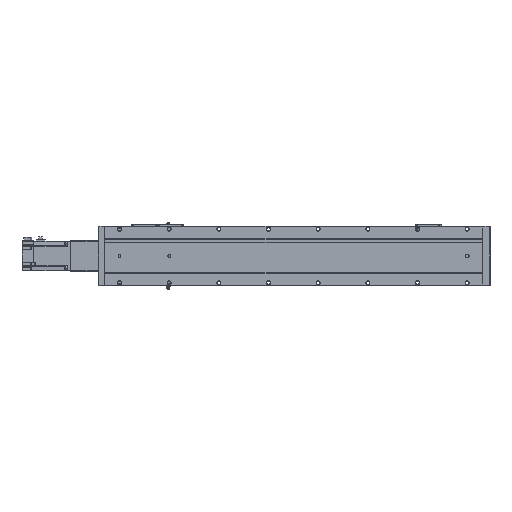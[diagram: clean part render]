
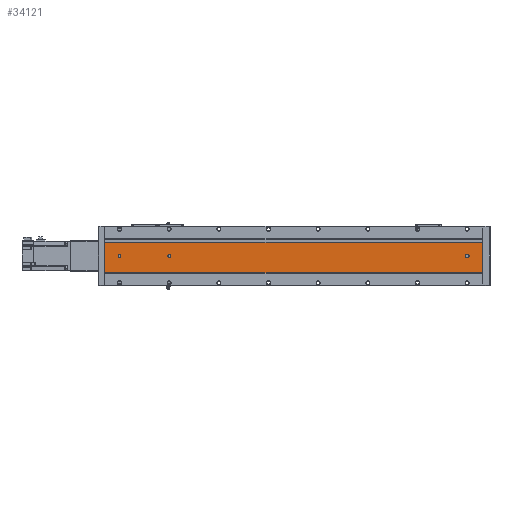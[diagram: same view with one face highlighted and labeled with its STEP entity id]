
A CAD part, front view. The second image highlights one B-rep face of the part: STEP entity #34121.
In plain terms, the highlighted planar face has unit normal (0, -1, 0).
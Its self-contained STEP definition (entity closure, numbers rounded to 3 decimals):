
#748 = CARTESIAN_POINT ( 'NONE',  ( 729., 1., -3. ) ) ;
#1398 = EDGE_CURVE ( 'NONE', #20738, #40253, #11969, .T. ) ;
#2135 = CARTESIAN_POINT ( 'NONE',  ( 761., 1., 26.542 ) ) ;
#2717 = DIRECTION ( 'NONE',  ( 1., 0., 0. ) ) ;
#3004 = ORIENTED_EDGE ( 'NONE', *, *, #11495, .F. ) ;
#3144 = DIRECTION ( 'NONE',  ( 0., 0., 1. ) ) ;
#3522 = ORIENTED_EDGE ( 'NONE', *, *, #11258, .T. ) ;
#3569 = EDGE_CURVE ( 'NONE', #11671, #19909, #17426, .T. ) ;
#4355 = DIRECTION ( 'NONE',  ( 0., 0., 1. ) ) ;
#4390 = CARTESIAN_POINT ( 'NONE',  ( 761., 1., 26.542 ) ) ;
#4920 = CIRCLE ( 'NONE', #34282, 3. ) ;
#5282 = CIRCLE ( 'NONE', #17460, 3. ) ;
#5769 = CARTESIAN_POINT ( 'NONE',  ( 0., 1., 26.542 ) ) ;
#6308 = FACE_BOUND ( 'NONE', #9660, .T. ) ;
#6493 = VECTOR ( 'NONE', #38052, 1000. ) ;
#6927 = ORIENTED_EDGE ( 'NONE', *, *, #7316, .T. ) ;
#7316 = EDGE_CURVE ( 'NONE', #7490, #35706, #8512, .T. ) ;
#7490 = VERTEX_POINT ( 'NONE', #41671 ) ;
#8186 = CIRCLE ( 'NONE', #28267, 3. ) ;
#8512 = LINE ( 'NONE', #5769, #23167 ) ;
#8936 = DIRECTION ( 'NONE',  ( 0., -1., 0. ) ) ;
#9298 = DIRECTION ( 'NONE',  ( -1., 0., 0. ) ) ;
#9457 = FACE_BOUND ( 'NONE', #34867, .T. ) ;
#9660 = EDGE_LOOP ( 'NONE', ( #34041, #25675 ) ) ;
#9692 = FACE_BOUND ( 'NONE', #12774, .T. ) ;
#9705 = EDGE_LOOP ( 'NONE', ( #6927, #37280, #21380, #3522 ) ) ;
#10699 = CARTESIAN_POINT ( 'NONE',  ( 731., 1., 3. ) ) ;
#11092 = VERTEX_POINT ( 'NONE', #35381 ) ;
#11120 = DIRECTION ( 'NONE',  ( 0., -1., 0. ) ) ;
#11258 = EDGE_CURVE ( 'NONE', #11671, #7490, #22154, .T. ) ;
#11469 = VERTEX_POINT ( 'NONE', #748 ) ;
#11495 = EDGE_CURVE ( 'NONE', #11092, #11469, #5282, .T. ) ;
#11519 = CARTESIAN_POINT ( 'NONE',  ( 130., 1., 0. ) ) ;
#11671 = VERTEX_POINT ( 'NONE', #28730 ) ;
#11969 = CIRCLE ( 'NONE', #37021, 3. ) ;
#12179 = CARTESIAN_POINT ( 'NONE',  ( 761., 1., -34. ) ) ;
#12398 = FACE_OUTER_BOUND ( 'NONE', #9705, .T. ) ;
#12473 = VECTOR ( 'NONE', #29526, 1000. ) ;
#12774 = EDGE_LOOP ( 'NONE', ( #27379, #3004, #41244, #15553 ) ) ;
#12946 = CARTESIAN_POINT ( 'NONE',  ( 130., 1., -3. ) ) ;
#13241 = VECTOR ( 'NONE', #13267, 1000. ) ;
#13267 = DIRECTION ( 'NONE',  ( 1., 0., 0. ) ) ;
#13363 = ORIENTED_EDGE ( 'NONE', *, *, #27771, .F. ) ;
#13497 = LINE ( 'NONE', #44012, #13241 ) ;
#13536 = VERTEX_POINT ( 'NONE', #10699 ) ;
#13647 = CARTESIAN_POINT ( 'NONE',  ( 30., 1., 0. ) ) ;
#14633 = VECTOR ( 'NONE', #27606, 1000. ) ;
#15468 = DIRECTION ( 'NONE',  ( 0., 0., 1. ) ) ;
#15553 = ORIENTED_EDGE ( 'NONE', *, *, #16134, .F. ) ;
#15882 = VERTEX_POINT ( 'NONE', #37012 ) ;
#15886 = DIRECTION ( 'NONE',  ( 0., -1., 0. ) ) ;
#16134 = EDGE_CURVE ( 'NONE', #15882, #13536, #4920, .T. ) ;
#17165 = ORIENTED_EDGE ( 'NONE', *, *, #23911, .F. ) ;
#17293 = CARTESIAN_POINT ( 'NONE',  ( 30., 1., 0. ) ) ;
#17426 = LINE ( 'NONE', #4390, #6493 ) ;
#17460 = AXIS2_PLACEMENT_3D ( 'NONE', #21438, #20977, #31302 ) ;
#17862 = CARTESIAN_POINT ( 'NONE',  ( 30., 1., 3. ) ) ;
#18581 = VERTEX_POINT ( 'NONE', #38643 ) ;
#19031 = CARTESIAN_POINT ( 'NONE',  ( 130., 1., 0. ) ) ;
#19341 = CARTESIAN_POINT ( 'NONE',  ( 761., 1., 26.542 ) ) ;
#19463 = DIRECTION ( 'NONE',  ( 0., 0., -1. ) ) ;
#19782 = PLANE ( 'NONE',  #37694 ) ;
#19909 = VERTEX_POINT ( 'NONE', #12179 ) ;
#20738 = VERTEX_POINT ( 'NONE', #17862 ) ;
#20977 = DIRECTION ( 'NONE',  ( 0., -1., 0. ) ) ;
#21380 = ORIENTED_EDGE ( 'NONE', *, *, #3569, .F. ) ;
#21394 = DIRECTION ( 'NONE',  ( 0., -1., 0. ) ) ;
#21438 = CARTESIAN_POINT ( 'NONE',  ( 729., 1., 0. ) ) ;
#22154 = LINE ( 'NONE', #2135, #12473 ) ;
#23167 = VECTOR ( 'NONE', #19463, 1000. ) ;
#23911 = EDGE_CURVE ( 'NONE', #43776, #18581, #42691, .T. ) ;
#24209 = VECTOR ( 'NONE', #9298, 1000. ) ;
#25675 = ORIENTED_EDGE ( 'NONE', *, *, #1398, .F. ) ;
#26578 = LINE ( 'NONE', #26802, #24209 ) ;
#26802 = CARTESIAN_POINT ( 'NONE',  ( 761., 1., 3. ) ) ;
#27379 = ORIENTED_EDGE ( 'NONE', *, *, #31252, .F. ) ;
#27606 = DIRECTION ( 'NONE',  ( -1., 0., 0. ) ) ;
#27626 = DIRECTION ( 'NONE',  ( 0., -1., 0. ) ) ;
#27771 = EDGE_CURVE ( 'NONE', #18581, #43776, #41757, .T. ) ;
#28267 = AXIS2_PLACEMENT_3D ( 'NONE', #13647, #11120, #4355 ) ;
#28697 = DIRECTION ( 'NONE',  ( 0., 0., 1. ) ) ;
#28730 = CARTESIAN_POINT ( 'NONE',  ( 761., 1., 26.542 ) ) ;
#29062 = AXIS2_PLACEMENT_3D ( 'NONE', #11519, #21394, #35514 ) ;
#29256 = CARTESIAN_POINT ( 'NONE',  ( 0., 1., -34. ) ) ;
#29526 = DIRECTION ( 'NONE',  ( -1., 0., 0. ) ) ;
#30669 = EDGE_CURVE ( 'NONE', #40253, #20738, #8186, .T. ) ;
#31252 = EDGE_CURVE ( 'NONE', #11469, #15882, #13497, .T. ) ;
#31302 = DIRECTION ( 'NONE',  ( 0., 0., 1. ) ) ;
#33470 = DIRECTION ( 'NONE',  ( 0., 1., 0. ) ) ;
#33741 = EDGE_CURVE ( 'NONE', #13536, #11092, #26578, .T. ) ;
#33870 = CARTESIAN_POINT ( 'NONE',  ( 761., 1., -34. ) ) ;
#34041 = ORIENTED_EDGE ( 'NONE', *, *, #30669, .F. ) ;
#34121 = ADVANCED_FACE ( 'NONE', ( #12398, #6308, #9457, #9692 ), #19782, .F. ) ;
#34282 = AXIS2_PLACEMENT_3D ( 'NONE', #42622, #8936, #28697 ) ;
#34559 = AXIS2_PLACEMENT_3D ( 'NONE', #19031, #15886, #15468 ) ;
#34867 = EDGE_LOOP ( 'NONE', ( #17165, #13363 ) ) ;
#35381 = CARTESIAN_POINT ( 'NONE',  ( 729., 1., 3. ) ) ;
#35514 = DIRECTION ( 'NONE',  ( 0., 0., 1. ) ) ;
#35706 = VERTEX_POINT ( 'NONE', #29256 ) ;
#37012 = CARTESIAN_POINT ( 'NONE',  ( 731., 1., -3. ) ) ;
#37021 = AXIS2_PLACEMENT_3D ( 'NONE', #17293, #27626, #3144 ) ;
#37280 = ORIENTED_EDGE ( 'NONE', *, *, #39940, .F. ) ;
#37694 = AXIS2_PLACEMENT_3D ( 'NONE', #19341, #33470, #2717 ) ;
#38052 = DIRECTION ( 'NONE',  ( 0., 0., -1. ) ) ;
#38643 = CARTESIAN_POINT ( 'NONE',  ( 130., 1., 3. ) ) ;
#39270 = CARTESIAN_POINT ( 'NONE',  ( 30., 1., -3. ) ) ;
#39940 = EDGE_CURVE ( 'NONE', #19909, #35706, #40845, .T. ) ;
#40253 = VERTEX_POINT ( 'NONE', #39270 ) ;
#40845 = LINE ( 'NONE', #33870, #14633 ) ;
#41244 = ORIENTED_EDGE ( 'NONE', *, *, #33741, .F. ) ;
#41671 = CARTESIAN_POINT ( 'NONE',  ( 0., 1., 26.542 ) ) ;
#41757 = CIRCLE ( 'NONE', #34559, 3. ) ;
#42622 = CARTESIAN_POINT ( 'NONE',  ( 731., 1., 0. ) ) ;
#42691 = CIRCLE ( 'NONE', #29062, 3. ) ;
#43776 = VERTEX_POINT ( 'NONE', #12946 ) ;
#44012 = CARTESIAN_POINT ( 'NONE',  ( 761., 1., -3. ) ) ;
